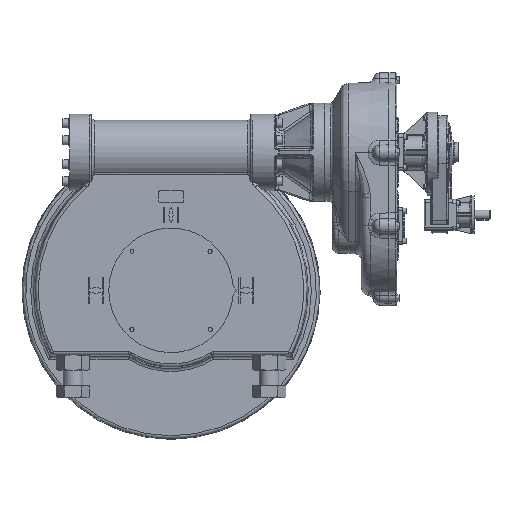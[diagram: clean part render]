
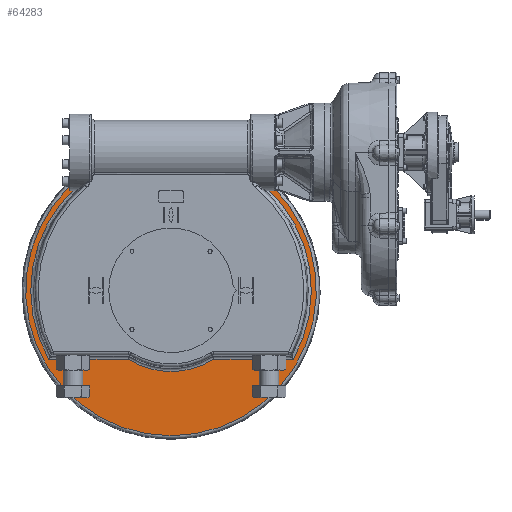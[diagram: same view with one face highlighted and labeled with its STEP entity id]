
A CAD part, front view. The second image highlights one B-rep face of the part: STEP entity #64283.
In plain terms, the highlighted planar face has unit normal (0, -1, 0).
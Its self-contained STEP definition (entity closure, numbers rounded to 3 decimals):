
#2017=B_SPLINE_CURVE_WITH_KNOTS('',3,(#113882,#113883,#113884,#113885,#113886),
 .UNSPECIFIED.,.F.,.F.,(4,1,4),(0.,0.001,0.002),
 .UNSPECIFIED.);
#2020=B_SPLINE_CURVE_WITH_KNOTS('',3,(#113921,#113922,#113923,#113924,#113925),
 .UNSPECIFIED.,.F.,.F.,(4,1,4),(0.,0.001,0.002),
 .UNSPECIFIED.);
#2029=B_SPLINE_CURVE_WITH_KNOTS('',3,(#114456,#114457,#114458,#114459),
 .UNSPECIFIED.,.F.,.F.,(4,4),(0.,1.),.UNSPECIFIED.);
#2056=B_SPLINE_CURVE_WITH_KNOTS('',3,(#114931,#114932,#114933,#114934),
 .UNSPECIFIED.,.F.,.F.,(4,4),(0.,1.),.UNSPECIFIED.);
#6869=LINE('',#113846,#12105);
#6870=LINE('',#113878,#12106);
#6871=LINE('',#113890,#12107);
#6872=LINE('',#113917,#12108);
#6873=LINE('',#114117,#12109);
#6874=LINE('',#114163,#12110);
#12105=VECTOR('',#86778,1000.);
#12106=VECTOR('',#86781,1000.);
#12107=VECTOR('',#86790,1000.);
#12108=VECTOR('',#86797,1000.);
#12109=VECTOR('',#86812,1000.);
#12110=VECTOR('',#86821,1000.);
#14574=PLANE('',#70547);
#30364=ORIENTED_EDGE('',*,*,#41269,.F.);
#30365=ORIENTED_EDGE('',*,*,#41267,.T.);
#30366=ORIENTED_EDGE('',*,*,#41265,.T.);
#30367=ORIENTED_EDGE('',*,*,#41294,.T.);
#30368=ORIENTED_EDGE('',*,*,#41358,.T.);
#30369=ORIENTED_EDGE('',*,*,#41282,.T.);
#30370=ORIENTED_EDGE('',*,*,#41356,.T.);
#30371=ORIENTED_EDGE('',*,*,#41288,.T.);
#30372=ORIENTED_EDGE('',*,*,#41352,.T.);
#30373=ORIENTED_EDGE('',*,*,#41341,.T.);
#30374=ORIENTED_EDGE('',*,*,#41262,.T.);
#30375=ORIENTED_EDGE('',*,*,#41275,.T.);
#30376=ORIENTED_EDGE('',*,*,#41273,.F.);
#30377=ORIENTED_EDGE('',*,*,#41271,.T.);
#41262=EDGE_CURVE('',#47901,#47900,#6869,.T.);
#41265=EDGE_CURVE('',#47903,#47902,#6870,.T.);
#41267=EDGE_CURVE('',#47904,#47903,#2017,.T.);
#41269=EDGE_CURVE('',#47904,#47905,#6871,.F.);
#41271=EDGE_CURVE('',#47906,#47905,#51092,.T.);
#41273=EDGE_CURVE('',#47906,#47907,#6872,.T.);
#41275=EDGE_CURVE('',#47900,#47907,#2020,.T.);
#41282=EDGE_CURVE('',#47908,#47909,#6873,.T.);
#41288=EDGE_CURVE('',#47911,#47910,#6874,.T.);
#41294=EDGE_CURVE('',#47902,#47912,#2029,.T.);
#41341=EDGE_CURVE('',#47937,#47901,#2056,.T.);
#41352=EDGE_CURVE('',#47910,#47937,#51130,.F.);
#41356=EDGE_CURVE('',#47909,#47911,#51133,.F.);
#41358=EDGE_CURVE('',#47912,#47908,#51134,.F.);
#47900=VERTEX_POINT('',#113845);
#47901=VERTEX_POINT('',#113847);
#47902=VERTEX_POINT('',#113877);
#47903=VERTEX_POINT('',#113879);
#47904=VERTEX_POINT('',#113887);
#47905=VERTEX_POINT('',#113891);
#47906=VERTEX_POINT('',#113904);
#47907=VERTEX_POINT('',#113918);
#47908=VERTEX_POINT('',#114118);
#47909=VERTEX_POINT('',#114119);
#47910=VERTEX_POINT('',#114162);
#47911=VERTEX_POINT('',#114164);
#47912=VERTEX_POINT('',#114436);
#47937=VERTEX_POINT('',#114930);
#51092=CIRCLE('',#70484,474.073);
#51130=CIRCLE('',#70538,457.546);
#51133=CIRCLE('',#70543,264.546);
#51134=CIRCLE('',#70546,457.546);
#55040=EDGE_LOOP('',(#30364,#30365,#30366,#30367,#30368,#30369,#30370,#30371,
#30372,#30373,#30374,#30375,#30376,#30377));
#59450=FACE_BOUND('',#55040,.T.);
#64283=ADVANCED_FACE('',(#59450),#14574,.T.);
#70484=AXIS2_PLACEMENT_3D('',#113903,#86793,#86794);
#70538=AXIS2_PLACEMENT_3D('',#115162,#86904,#86905);
#70543=AXIS2_PLACEMENT_3D('',#115174,#86914,#86915);
#70546=AXIS2_PLACEMENT_3D('',#115184,#86920,#86921);
#70547=AXIS2_PLACEMENT_3D('',#115185,#86922,#86923);
#86778=DIRECTION('',(0.,0.,1.));
#86781=DIRECTION('',(0.,0.,-1.));
#86790=DIRECTION('',(-1.,0.,0.));
#86793=DIRECTION('',(0.,-1.,0.));
#86794=DIRECTION('',(1.,0.,0.));
#86797=DIRECTION('',(1.,0.,0.));
#86812=DIRECTION('',(-1.,0.,0.));
#86821=DIRECTION('',(-1.,0.,0.));
#86904=DIRECTION('',(0.,-1.,0.));
#86905=DIRECTION('',(1.,0.,0.));
#86914=DIRECTION('',(0.,-1.,0.));
#86915=DIRECTION('',(1.,0.,0.));
#86920=DIRECTION('',(0.,-1.,0.));
#86921=DIRECTION('',(1.,0.,0.));
#86922=DIRECTION('',(0.,-1.,0.));
#86923=DIRECTION('',(1.,0.,0.));
#113845=CARTESIAN_POINT('',(-310.,-65.,339.203));
#113846=CARTESIAN_POINT('',(-310.,-65.,450.));
#113847=CARTESIAN_POINT('',(-310.,-65.,337.018));
#113877=CARTESIAN_POINT('',(310.,-65.,337.018));
#113878=CARTESIAN_POINT('',(310.,-65.,-486.));
#113879=CARTESIAN_POINT('',(310.,-65.,339.203));
#113882=CARTESIAN_POINT('',(311.,-65.,338.067));
#113883=CARTESIAN_POINT('',(310.717,-65.,338.067));
#113884=CARTESIAN_POINT('',(310.183,-65.,338.357));
#113885=CARTESIAN_POINT('',(310.,-65.,338.921));
#113886=CARTESIAN_POINT('',(310.,-65.,339.203));
#113887=CARTESIAN_POINT('',(311.,-65.,338.067));
#113890=CARTESIAN_POINT('',(1775.493,-65.,338.067));
#113891=CARTESIAN_POINT('',(332.349,-65.,338.067));
#113903=CARTESIAN_POINT('',(0.,-65.,0.));
#113904=CARTESIAN_POINT('',(-332.349,-65.,338.067));
#113917=CARTESIAN_POINT('',(-1775.493,-65.,338.067));
#113918=CARTESIAN_POINT('',(-311.,-65.,338.067));
#113921=CARTESIAN_POINT('',(-310.,-65.,339.203));
#113922=CARTESIAN_POINT('',(-310.,-65.,338.921));
#113923=CARTESIAN_POINT('',(-310.182,-65.,338.359));
#113924=CARTESIAN_POINT('',(-310.716,-65.,338.067));
#113925=CARTESIAN_POINT('',(-311.,-65.,338.067));
#114117=CARTESIAN_POINT('',(137.081,-65.,-224.546));
#114118=CARTESIAN_POINT('',(398.657,-65.,-224.546));
#114119=CARTESIAN_POINT('',(139.87,-65.,-224.546));
#114162=CARTESIAN_POINT('',(-398.657,-65.,-224.546));
#114163=CARTESIAN_POINT('',(-392.972,-65.,-224.546));
#114164=CARTESIAN_POINT('',(-139.87,-65.,-224.546));
#114436=CARTESIAN_POINT('',(309.463,-65.,337.018));
#114456=CARTESIAN_POINT('',(310.,-65.,337.018));
#114457=CARTESIAN_POINT('',(309.821,-65.,337.018));
#114458=CARTESIAN_POINT('',(309.642,-65.,337.018));
#114459=CARTESIAN_POINT('',(309.463,-65.,337.018));
#114930=CARTESIAN_POINT('',(-309.463,-65.,337.018));
#114931=CARTESIAN_POINT('',(-309.463,-65.,337.018));
#114932=CARTESIAN_POINT('',(-309.642,-65.,337.018));
#114933=CARTESIAN_POINT('',(-309.821,-65.,337.018));
#114934=CARTESIAN_POINT('',(-310.,-65.,337.018));
#115162=CARTESIAN_POINT('',(0.,-65.,0.));
#115174=CARTESIAN_POINT('',(0.,-65.,0.));
#115184=CARTESIAN_POINT('',(0.,-65.,0.));
#115185=CARTESIAN_POINT('',(0.,-65.,-486.));
